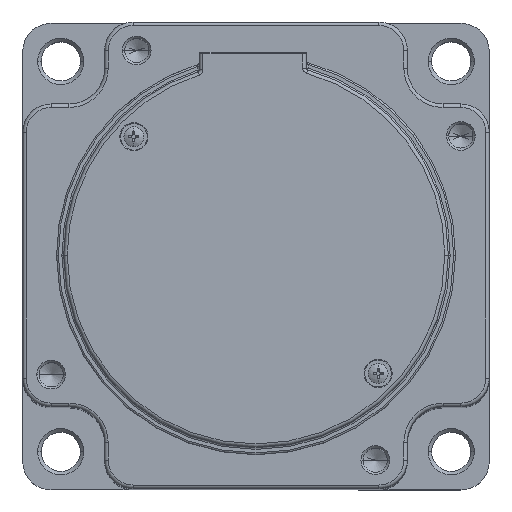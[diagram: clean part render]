
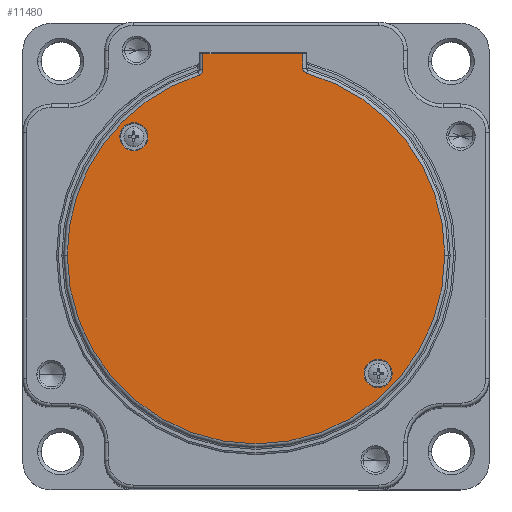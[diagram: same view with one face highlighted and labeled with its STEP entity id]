
A CAD part, top view. The second image highlights one B-rep face of the part: STEP entity #11480.
In plain terms, the highlighted face is planar.
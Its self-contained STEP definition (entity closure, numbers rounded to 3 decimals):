
#176 = EDGE_CURVE ( 'NONE', #1217, #697, #999, .T. ) ;
#386 = VERTEX_POINT ( 'NONE', #3237 ) ;
#697 = VERTEX_POINT ( 'NONE', #2047 ) ;
#738 = LINE ( 'NONE', #6734, #7489 ) ;
#971 = CARTESIAN_POINT ( 'NONE',  ( 0., 0., 0. ) ) ;
#999 = CIRCLE ( 'NONE', #13604, 53. ) ;
#1019 = CARTESIAN_POINT ( 'NONE',  ( 15.944, 50.545, 0. ) ) ;
#1079 = DIRECTION ( 'NONE',  ( 1., 0., 0. ) ) ;
#1128 = VERTEX_POINT ( 'NONE', #12374 ) ;
#1217 = VERTEX_POINT ( 'NONE', #1019 ) ;
#1434 = CARTESIAN_POINT ( 'NONE',  ( -38.241, -33.23, 0. ) ) ;
#1658 = CARTESIAN_POINT ( 'NONE',  ( -13.104, 0., 0. ) ) ;
#1912 = CIRCLE ( 'NONE', #11729, 1.5 ) ;
#2047 = CARTESIAN_POINT ( 'NONE',  ( 53., 0., 0. ) ) ;
#2225 = EDGE_CURVE ( 'NONE', #3094, #11984, #9427, .T. ) ;
#2747 = CARTESIAN_POINT ( 'NONE',  ( -53., 0., 0. ) ) ;
#3093 = DIRECTION ( 'NONE',  ( 1., 0., 0. ) ) ;
#3094 = VERTEX_POINT ( 'NONE', #3576 ) ;
#3237 = CARTESIAN_POINT ( 'NONE',  ( 38.241, 33.23, 0. ) ) ;
#3316 = EDGE_LOOP ( 'NONE', ( #10184, #13569, #7838, #9467, #12405, #6564, #15188, #13685 ) ) ;
#3547 = DIRECTION ( 'NONE',  ( 1., 0., 0. ) ) ;
#3576 = CARTESIAN_POINT ( 'NONE',  ( -30.341, -33.23, 0. ) ) ;
#4463 = LINE ( 'NONE', #1658, #10475 ) ;
#4524 = AXIS2_PLACEMENT_3D ( 'NONE', #5187, #6434, #17019 ) ;
#4654 = CARTESIAN_POINT ( 'NONE',  ( -14.604, 52.507, 0. ) ) ;
#5100 = CARTESIAN_POINT ( 'NONE',  ( 34.291, 33.23, 0. ) ) ;
#5187 = CARTESIAN_POINT ( 'NONE',  ( -34.291, -33.23, 0. ) ) ;
#5245 = FACE_BOUND ( 'NONE', #5443, .T. ) ;
#5347 = CARTESIAN_POINT ( 'NONE',  ( 0., 0., 0. ) ) ;
#5443 = EDGE_LOOP ( 'NONE', ( #14886, #5893 ) ) ;
#5642 = CIRCLE ( 'NONE', #8996, 1.5 ) ;
#5847 = EDGE_CURVE ( 'NONE', #10405, #386, #8283, .T. ) ;
#5893 = ORIENTED_EDGE ( 'NONE', *, *, #5847, .T. ) ;
#6357 = VERTEX_POINT ( 'NONE', #7920 ) ;
#6434 = DIRECTION ( 'NONE',  ( 0., 0., 1. ) ) ;
#6564 = ORIENTED_EDGE ( 'NONE', *, *, #7843, .T. ) ;
#6734 = CARTESIAN_POINT ( 'NONE',  ( 14.896, 56.5, 0. ) ) ;
#6859 = DIRECTION ( 'NONE',  ( 0., 0., -1. ) ) ;
#6945 = FACE_BOUND ( 'NONE', #11699, .T. ) ;
#6994 = EDGE_CURVE ( 'NONE', #386, #10405, #8885, .T. ) ;
#7063 = VERTEX_POINT ( 'NONE', #2747 ) ;
#7077 = AXIS2_PLACEMENT_3D ( 'NONE', #971, #6859, #9649 ) ;
#7424 = VECTOR ( 'NONE', #12500, 1000. ) ;
#7489 = VECTOR ( 'NONE', #14318, 1000. ) ;
#7598 = EDGE_CURVE ( 'NONE', #11984, #3094, #11967, .T. ) ;
#7838 = ORIENTED_EDGE ( 'NONE', *, *, #9137, .T. ) ;
#7843 = EDGE_CURVE ( 'NONE', #697, #7063, #15062, .T. ) ;
#7920 = CARTESIAN_POINT ( 'NONE',  ( 14.896, 56.5, 0. ) ) ;
#8283 = CIRCLE ( 'NONE', #11635, 3.95 ) ;
#8308 = DIRECTION ( 'NONE',  ( 0., 0., 1. ) ) ;
#8494 = PLANE ( 'NONE',  #12588 ) ;
#8885 = CIRCLE ( 'NONE', #9861, 3.95 ) ;
#8996 = AXIS2_PLACEMENT_3D ( 'NONE', #4654, #11743, #3093 ) ;
#9045 = CARTESIAN_POINT ( 'NONE',  ( -14.202, 51.062, 0. ) ) ;
#9137 = EDGE_CURVE ( 'NONE', #6357, #9416, #13951, .T. ) ;
#9416 = VERTEX_POINT ( 'NONE', #10484 ) ;
#9427 = CIRCLE ( 'NONE', #4524, 3.95 ) ;
#9467 = ORIENTED_EDGE ( 'NONE', *, *, #13013, .T. ) ;
#9649 = DIRECTION ( 'NONE',  ( 1., 0., 0. ) ) ;
#9861 = AXIS2_PLACEMENT_3D ( 'NONE', #5100, #18397, #10945 ) ;
#10123 = DIRECTION ( 'NONE',  ( 0., 1., 0. ) ) ;
#10184 = ORIENTED_EDGE ( 'NONE', *, *, #11687, .T. ) ;
#10291 = EDGE_CURVE ( 'NONE', #13002, #18427, #5642, .T. ) ;
#10405 = VERTEX_POINT ( 'NONE', #12604 ) ;
#10475 = VECTOR ( 'NONE', #10123, 1000. ) ;
#10484 = CARTESIAN_POINT ( 'NONE',  ( 14.896, 51.975, 0. ) ) ;
#10815 = DIRECTION ( 'NONE',  ( 0., 0., 1. ) ) ;
#10903 = CARTESIAN_POINT ( 'NONE',  ( -34.291, -33.23, 0. ) ) ;
#10945 = DIRECTION ( 'NONE',  ( 1., 0., 0. ) ) ;
#10975 = CARTESIAN_POINT ( 'NONE',  ( 0., 0., 0. ) ) ;
#11342 = DIRECTION ( 'NONE',  ( 1., 0., 0. ) ) ;
#11480 = ADVANCED_FACE ( 'NONE', ( #6945, #5245, #15426 ), #8494, .F. ) ;
#11635 = AXIS2_PLACEMENT_3D ( 'NONE', #14894, #11893, #17800 ) ;
#11677 = ORIENTED_EDGE ( 'NONE', *, *, #2225, .T. ) ;
#11687 = EDGE_CURVE ( 'NONE', #18427, #1128, #4463, .T. ) ;
#11699 = EDGE_LOOP ( 'NONE', ( #11677, #15573 ) ) ;
#11729 = AXIS2_PLACEMENT_3D ( 'NONE', #16549, #13732, #3547 ) ;
#11743 = DIRECTION ( 'NONE',  ( 0., 0., 1. ) ) ;
#11893 = DIRECTION ( 'NONE',  ( 0., 0., 1. ) ) ;
#11967 = CIRCLE ( 'NONE', #17515, 3.95 ) ;
#11984 = VERTEX_POINT ( 'NONE', #1434 ) ;
#12374 = CARTESIAN_POINT ( 'NONE',  ( -13.104, 56.5, 0. ) ) ;
#12405 = ORIENTED_EDGE ( 'NONE', *, *, #176, .T. ) ;
#12500 = DIRECTION ( 'NONE',  ( 0., -1., 0. ) ) ;
#12588 = AXIS2_PLACEMENT_3D ( 'NONE', #5347, #8308, #1079 ) ;
#12604 = CARTESIAN_POINT ( 'NONE',  ( 30.341, 33.23, 0. ) ) ;
#12785 = EDGE_CURVE ( 'NONE', #7063, #13002, #13275, .T. ) ;
#12854 = DIRECTION ( 'NONE',  ( 0., 0., -1. ) ) ;
#13002 = VERTEX_POINT ( 'NONE', #9045 ) ;
#13013 = EDGE_CURVE ( 'NONE', #9416, #1217, #1912, .T. ) ;
#13275 = CIRCLE ( 'NONE', #16671, 53. ) ;
#13569 = ORIENTED_EDGE ( 'NONE', *, *, #14167, .T. ) ;
#13604 = AXIS2_PLACEMENT_3D ( 'NONE', #15857, #12854, #17592 ) ;
#13685 = ORIENTED_EDGE ( 'NONE', *, *, #10291, .T. ) ;
#13732 = DIRECTION ( 'NONE',  ( 0., 0., 1. ) ) ;
#13951 = LINE ( 'NONE', #15207, #7424 ) ;
#14167 = EDGE_CURVE ( 'NONE', #1128, #6357, #738, .T. ) ;
#14318 = DIRECTION ( 'NONE',  ( 1., 0., 0. ) ) ;
#14886 = ORIENTED_EDGE ( 'NONE', *, *, #6994, .T. ) ;
#14894 = CARTESIAN_POINT ( 'NONE',  ( 34.291, 33.23, 0. ) ) ;
#15062 = CIRCLE ( 'NONE', #7077, 53. ) ;
#15188 = ORIENTED_EDGE ( 'NONE', *, *, #12785, .T. ) ;
#15207 = CARTESIAN_POINT ( 'NONE',  ( 14.896, 0., 0. ) ) ;
#15426 = FACE_OUTER_BOUND ( 'NONE', #3316, .T. ) ;
#15573 = ORIENTED_EDGE ( 'NONE', *, *, #7598, .T. ) ;
#15857 = CARTESIAN_POINT ( 'NONE',  ( 0., 0., 0. ) ) ;
#16549 = CARTESIAN_POINT ( 'NONE',  ( 16.396, 51.975, 0. ) ) ;
#16671 = AXIS2_PLACEMENT_3D ( 'NONE', #10975, #17140, #11342 ) ;
#17019 = DIRECTION ( 'NONE',  ( 1., 0., 0. ) ) ;
#17140 = DIRECTION ( 'NONE',  ( 0., 0., -1. ) ) ;
#17515 = AXIS2_PLACEMENT_3D ( 'NONE', #10903, #10815, #18044 ) ;
#17592 = DIRECTION ( 'NONE',  ( 1., 0., 0. ) ) ;
#17668 = CARTESIAN_POINT ( 'NONE',  ( -13.104, 52.507, 0. ) ) ;
#17800 = DIRECTION ( 'NONE',  ( 1., 0., 0. ) ) ;
#18044 = DIRECTION ( 'NONE',  ( 1., 0., 0. ) ) ;
#18397 = DIRECTION ( 'NONE',  ( 0., 0., 1. ) ) ;
#18427 = VERTEX_POINT ( 'NONE', #17668 ) ;
